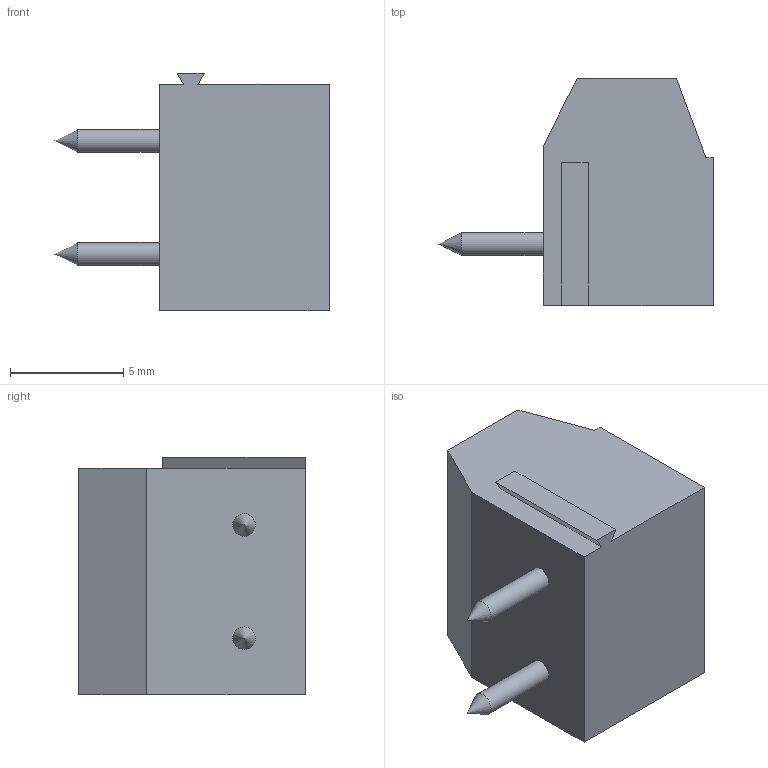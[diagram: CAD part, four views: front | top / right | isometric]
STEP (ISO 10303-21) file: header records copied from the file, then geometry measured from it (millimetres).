
FILE_DESCRIPTION( ( 'STEP AP203' ), '1' );
FILE_NAME( 'MHE132-5-H.stp', ' ', ( ' ' ), ( ' ' ), 'PSStep 15.0.49', 'VISI 20.0', ' ' );
FILE_SCHEMA( ( 'AUTOMOTIVE_DESIGN { 1 0 10303 214 1 1 1 1 }' ) );
Length unit declared in the file: millimetre
Products named in the file (1): 1
Bounding box: 12.1 x 10 x 10.49 mm (x, y, z)
Volume: 568.6 mm3; surface area: 746.7 mm2
Topology: 1 solids, 1 shells, 53 faces, 133 edges, 90 vertices
Faces by surface type: plane 43, cylinder 8, cone 2
Full cylindrical faces by diameter (mm): 1 x2, 3.4 x2, 3.5 x2
Entity records: 1900 total; most frequent: CARTESIAN_POINT 251, DIRECTION 245, ORIENTED_EDGE 230, EDGE_CURVE 115, LINE 93, VECTOR 93, VERTEX_POINT 82, AXIS2_PLACEMENT_3D 76
